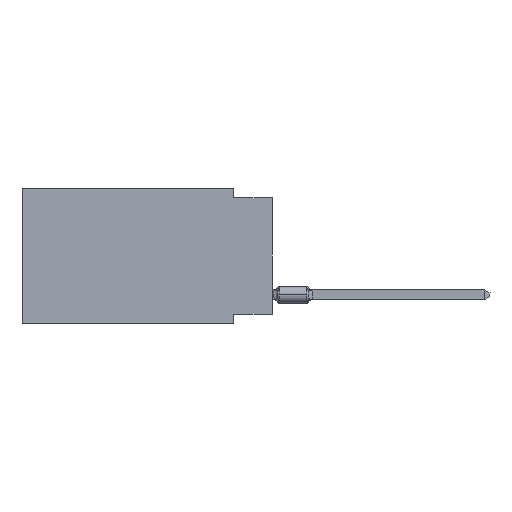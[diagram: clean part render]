
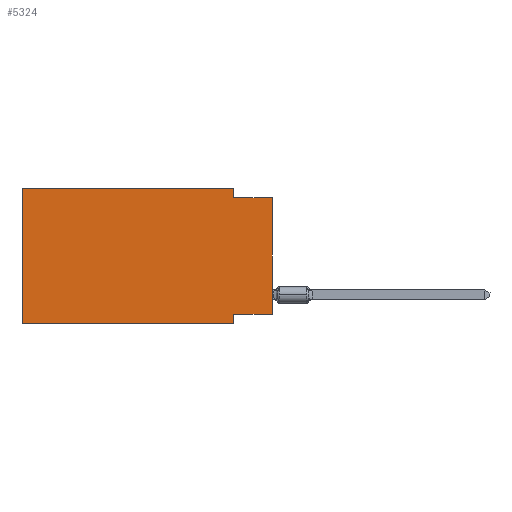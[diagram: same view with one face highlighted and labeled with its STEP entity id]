
A CAD part, left-side view. The second image highlights one B-rep face of the part: STEP entity #5324.
In plain terms, the highlighted planar face has unit normal (-1, 0, 0).
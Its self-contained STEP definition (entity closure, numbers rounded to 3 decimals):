
#12 = LINE ( 'NONE', #2244, #2297 ) ;
#179 = VERTEX_POINT ( 'NONE', #5201 ) ;
#274 = DIRECTION ( 'NONE',  ( 0., -1., 0. ) ) ;
#343 = LINE ( 'NONE', #9518, #11006 ) ;
#383 = ORIENTED_EDGE ( 'NONE', *, *, #10340, .F. ) ;
#611 = VECTOR ( 'NONE', #14381, 1000. ) ;
#877 = ORIENTED_EDGE ( 'NONE', *, *, #10665, .T. ) ;
#928 = CARTESIAN_POINT ( 'NONE',  ( 0., 2.54, -8.89 ) ) ;
#1078 = DIRECTION ( 'NONE',  ( 0., 0., -1. ) ) ;
#2057 = ORIENTED_EDGE ( 'NONE', *, *, #9666, .F. ) ;
#2220 = CARTESIAN_POINT ( 'NONE',  ( 0., 16.383, 0. ) ) ;
#2244 = CARTESIAN_POINT ( 'NONE',  ( 0., 2.54, -8.89 ) ) ;
#2297 = VECTOR ( 'NONE', #6846, 1000. ) ;
#2809 = ORIENTED_EDGE ( 'NONE', *, *, #4360, .F. ) ;
#2938 = LINE ( 'NONE', #9646, #9319 ) ;
#3179 = PLANE ( 'NONE',  #7867 ) ;
#3670 = CARTESIAN_POINT ( 'NONE',  ( 0., 16.383, 0. ) ) ;
#3798 = DIRECTION ( 'NONE',  ( 0., -1., 0. ) ) ;
#3982 = DIRECTION ( 'NONE',  ( 0., 1., 0. ) ) ;
#4084 = CARTESIAN_POINT ( 'NONE',  ( 0., 0., -0.635 ) ) ;
#4360 = EDGE_CURVE ( 'NONE', #6303, #8587, #10602, .T. ) ;
#4670 = CARTESIAN_POINT ( 'NONE',  ( 0., 2.54, -0.635 ) ) ;
#4943 = DIRECTION ( 'NONE',  ( 0., 0., 1. ) ) ;
#5201 = CARTESIAN_POINT ( 'NONE',  ( 0., 2.54, -8.255 ) ) ;
#5324 = ADVANCED_FACE ( 'NONE', ( #8980 ), #3179, .F. ) ;
#5334 = VERTEX_POINT ( 'NONE', #928 ) ;
#5355 = EDGE_LOOP ( 'NONE', ( #877, #13821, #2057, #14333, #2809, #6597, #383, #6035 ) ) ;
#5738 = VECTOR ( 'NONE', #274, 1000. ) ;
#5759 = DIRECTION ( 'NONE',  ( 1., 0., 0. ) ) ;
#5937 = VECTOR ( 'NONE', #11270, 1000. ) ;
#6035 = ORIENTED_EDGE ( 'NONE', *, *, #11811, .F. ) ;
#6208 = VECTOR ( 'NONE', #4943, 1000. ) ;
#6303 = VERTEX_POINT ( 'NONE', #6578 ) ;
#6578 = CARTESIAN_POINT ( 'NONE',  ( 0., 16.383, -8.89 ) ) ;
#6597 = ORIENTED_EDGE ( 'NONE', *, *, #8754, .T. ) ;
#6846 = DIRECTION ( 'NONE',  ( 0., 0., -1. ) ) ;
#7376 = VERTEX_POINT ( 'NONE', #12834 ) ;
#7663 = VECTOR ( 'NONE', #14182, 1000. ) ;
#7867 = AXIS2_PLACEMENT_3D ( 'NONE', #8829, #5759, #1078 ) ;
#7969 = CARTESIAN_POINT ( 'NONE',  ( 0., 0., 0. ) ) ;
#8587 = VERTEX_POINT ( 'NONE', #2220 ) ;
#8754 = EDGE_CURVE ( 'NONE', #6303, #5334, #343, .T. ) ;
#8829 = CARTESIAN_POINT ( 'NONE',  ( 0., 16.383, 0. ) ) ;
#8980 = FACE_OUTER_BOUND ( 'NONE', #5355, .T. ) ;
#9134 = EDGE_CURVE ( 'NONE', #8587, #10120, #9626, .T. ) ;
#9319 = VECTOR ( 'NONE', #3982, 1000. ) ;
#9514 = CARTESIAN_POINT ( 'NONE',  ( 0., 0., -0.635 ) ) ;
#9518 = CARTESIAN_POINT ( 'NONE',  ( 0., 16.383, -8.89 ) ) ;
#9626 = LINE ( 'NONE', #13055, #7663 ) ;
#9646 = CARTESIAN_POINT ( 'NONE',  ( 0., 0., -8.255 ) ) ;
#9658 = CARTESIAN_POINT ( 'NONE',  ( 0., 2.54, 0. ) ) ;
#9666 = EDGE_CURVE ( 'NONE', #10120, #11657, #11090, .T. ) ;
#9888 = CARTESIAN_POINT ( 'NONE',  ( 0., 2.54, 0. ) ) ;
#10120 = VERTEX_POINT ( 'NONE', #9658 ) ;
#10340 = EDGE_CURVE ( 'NONE', #179, #5334, #12, .T. ) ;
#10602 = LINE ( 'NONE', #3670, #6208 ) ;
#10665 = EDGE_CURVE ( 'NONE', #7376, #14700, #12374, .T. ) ;
#10704 = LINE ( 'NONE', #9514, #5738 ) ;
#11006 = VECTOR ( 'NONE', #3798, 1000. ) ;
#11090 = LINE ( 'NONE', #9888, #611 ) ;
#11270 = DIRECTION ( 'NONE',  ( 0., 0., 1. ) ) ;
#11657 = VERTEX_POINT ( 'NONE', #4670 ) ;
#11811 = EDGE_CURVE ( 'NONE', #7376, #179, #2938, .T. ) ;
#12374 = LINE ( 'NONE', #7969, #5937 ) ;
#12401 = EDGE_CURVE ( 'NONE', #11657, #14700, #10704, .T. ) ;
#12834 = CARTESIAN_POINT ( 'NONE',  ( 0., 0., -8.255 ) ) ;
#13055 = CARTESIAN_POINT ( 'NONE',  ( 0., 16.383, 0. ) ) ;
#13821 = ORIENTED_EDGE ( 'NONE', *, *, #12401, .F. ) ;
#14182 = DIRECTION ( 'NONE',  ( 0., -1., 0. ) ) ;
#14333 = ORIENTED_EDGE ( 'NONE', *, *, #9134, .F. ) ;
#14381 = DIRECTION ( 'NONE',  ( 0., 0., -1. ) ) ;
#14700 = VERTEX_POINT ( 'NONE', #4084 ) ;
